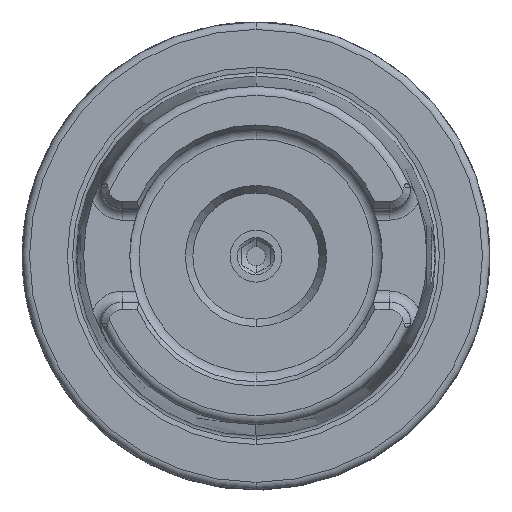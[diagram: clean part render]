
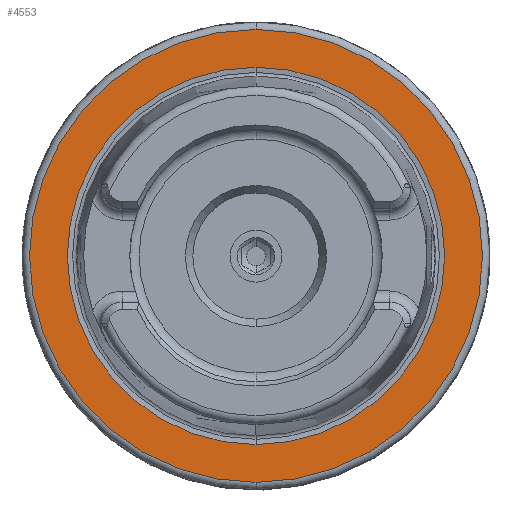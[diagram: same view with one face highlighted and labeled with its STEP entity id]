
A CAD part, top view. The second image highlights one B-rep face of the part: STEP entity #4553.
In plain terms, the highlighted planar face has unit normal (0, 0, 1).
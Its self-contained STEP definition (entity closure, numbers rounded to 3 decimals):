
#1274=CARTESIAN_POINT('',(0,0,26));
#1275=DIRECTION('',(0,0,-1));
#1276=DIRECTION('',(0,1,0));
#1277=AXIS2_PLACEMENT_3D('',#1274,#1275,#1276);
#1287=CARTESIAN_POINT('',(0,0,26));
#1288=DIRECTION('',(0,0,1));
#1289=DIRECTION('',(0,1,0));
#1290=AXIS2_PLACEMENT_3D('',#1287,#1288,#1289);
#1292=CARTESIAN_POINT('',(0,0,26));
#1293=DIRECTION('',(0,0,1));
#1294=DIRECTION('',(0,1,0));
#1295=AXIS2_PLACEMENT_3D('',#1292,#1293,#1294);
#1297=CARTESIAN_POINT('',(0,0,26));
#1298=DIRECTION('',(0,0,1));
#1299=DIRECTION('',(0,-1,0));
#1300=AXIS2_PLACEMENT_3D('',#1297,#1298,#1299);
#2758=CARTESIAN_POINT('',(0,25.409,26));
#2760=VERTEX_POINT('',#2758);
#2794=CARTESIAN_POINT('',(0,-25.409,26));
#2796=VERTEX_POINT('',#2794);
#2860=CARTESIAN_POINT('',(0,30.5,26));
#2861=CARTESIAN_POINT('',(0,-30.5,26));
#2862=VERTEX_POINT('',#2860);
#2863=VERTEX_POINT('',#2861);
#4538=CARTESIAN_POINT('',(0,0,26));
#4539=DIRECTION('',(0,0,-1));
#4540=DIRECTION('',(0,-1,0));
#4541=AXIS2_PLACEMENT_3D('',#4538,#4539,#4540);
#4542=PLANE('',#4541);
#4544=ORIENTED_EDGE('',*,*,#4543,.F.);
#4546=ORIENTED_EDGE('',*,*,#4545,.F.);
#4547=EDGE_LOOP('',(#4544,#4546));
#4548=FACE_OUTER_BOUND('',#4547,.F.);
#4549=ORIENTED_EDGE('',*,*,#4533,.T.);
#4550=ORIENTED_EDGE('',*,*,#4517,.F.);
#4551=EDGE_LOOP('',(#4549,#4550));
#4552=FACE_BOUND('',#4551,.F.);
#4553=ADVANCED_FACE('',(#4548,#4552),#4542,.F.);
#1278=CIRCLE('',#1277,25.409);
#1291=CIRCLE('',#1290,25.409);
#1296=CIRCLE('',#1295,30.5);
#1301=CIRCLE('',#1300,30.5);
#4517=EDGE_CURVE('',#2760,#2796,#1278,.T.);
#4533=EDGE_CURVE('',#2760,#2796,#1291,.T.);
#4543=EDGE_CURVE('',#2862,#2863,#1296,.T.);
#4545=EDGE_CURVE('',#2863,#2862,#1301,.T.);
